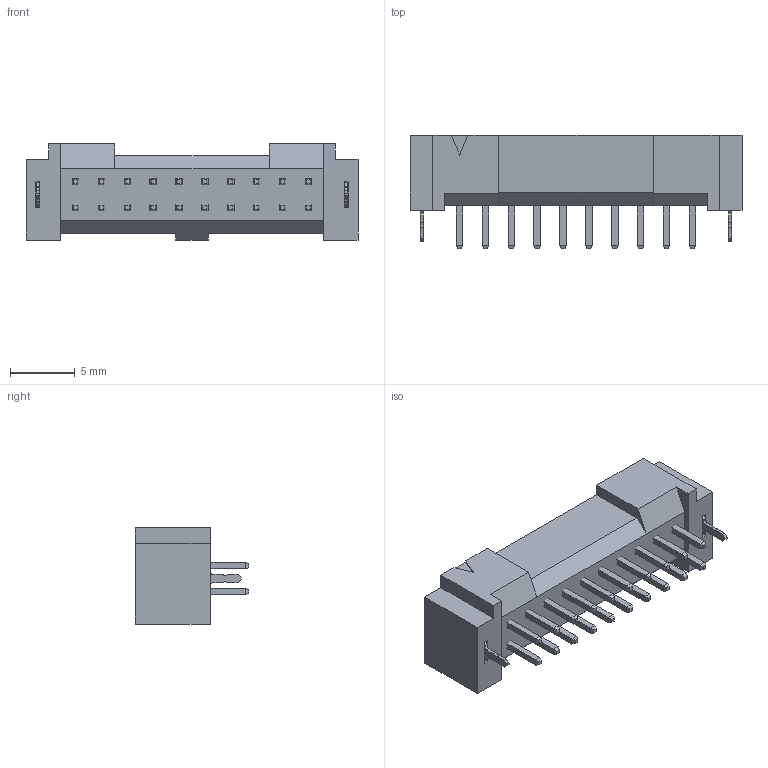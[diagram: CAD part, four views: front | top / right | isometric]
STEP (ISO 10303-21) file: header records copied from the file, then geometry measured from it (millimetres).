
FILE_DESCRIPTION(/* description */ ('STEP AP214'),/* implementation_level */ '2;1');
FILE_NAME(/* name */ 'T2M-110-01-L-D-TH-WT',/* time_stamp */ '2024-10-10T18:42:40+02:00',/* author */ ('License CC BY-ND 4.0'),/* organization */ ('CADENAS'),/* preprocessor_version */ 'ST-DEVELOPER v19.3',/* originating_system */ 'PARTsolutions',/* authorisation */ ' ');
FILE_SCHEMA (('AUTOMOTIVE_DESIGN {1 0 10303 214 3 1 1}'));
Length unit declared in the file: millimetre
Products named in the file (4): T2M-110-01-L-D-TH-WT; B1T2M-10-D-TH; P2T2M-10-D-TH-WT; P22T2M-10-D-TH-WT
Assembly tree (3 placements, depth 2):
  T2M-110-01-L-D-TH-WT
    B1T2M-10-D-TH
    P2T2M-10-D-TH-WT
    P22T2M-10-D-TH-WT
Bounding box: 25.67 x 8.76 x 7.44 mm (x, y, z)
Volume: 485.9 mm3; surface area: 1601.8 mm2
Topology: 3 solids, 3 shells, 592 faces, 1589 edges, 1004 vertices
Faces by surface type: plane 548, cylinder 44
Entity records: 18092 total; most frequent: CARTESIAN_POINT 3189, ORIENTED_EDGE 3178, DIRECTION 2869, EDGE_CURVE 1589, LINE 1501, VECTOR 1501, VERTEX_POINT 1004, AXIS2_PLACEMENT_3D 684
